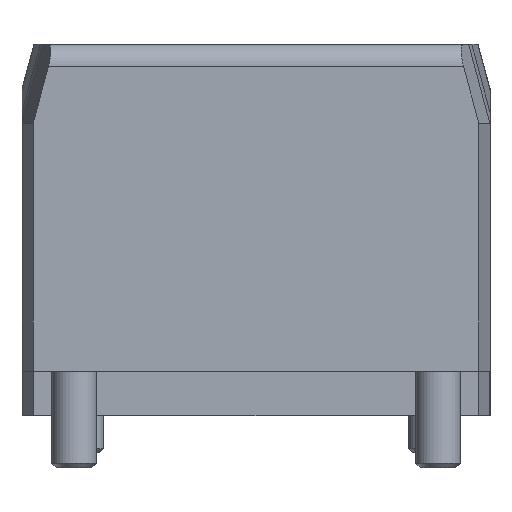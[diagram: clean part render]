
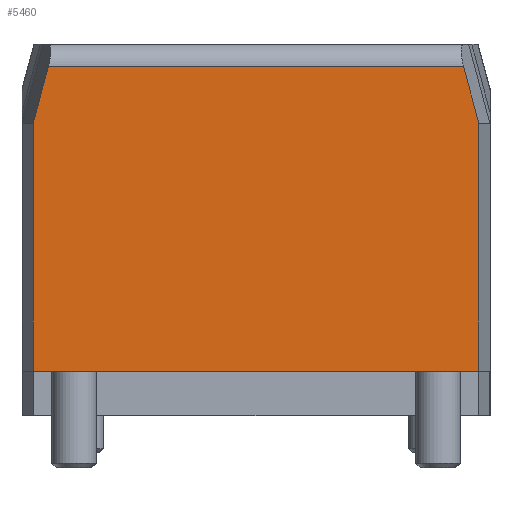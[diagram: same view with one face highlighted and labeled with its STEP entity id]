
A CAD part, front view. The second image highlights one B-rep face of the part: STEP entity #5460.
In plain terms, the highlighted planar face has unit normal (0, -1, 0).
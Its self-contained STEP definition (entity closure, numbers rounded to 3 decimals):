
#289=LINE('',#7822,#659);
#485=LINE('',#8821,#855);
#488=LINE('',#8827,#858);
#508=LINE('',#8920,#878);
#531=LINE('',#8981,#901);
#532=LINE('',#8983,#902);
#659=VECTOR('',#6284,10.);
#855=VECTOR('',#7118,10.);
#858=VECTOR('',#7123,10.);
#878=VECTOR('',#7177,10.);
#901=VECTOR('',#7230,10.);
#902=VECTOR('',#7233,10.);
#1250=FACE_OUTER_BOUND('',#1578,.T.);
#1578=EDGE_LOOP('',(#4343,#4344,#4345,#4346,#4347,#4348));
#1993=VERTEX_POINT('',#7820);
#1994=VERTEX_POINT('',#7821);
#2309=VERTEX_POINT('',#8817);
#2310=VERTEX_POINT('',#8819);
#2312=VERTEX_POINT('',#8825);
#2332=VERTEX_POINT('',#8919);
#2566=EDGE_CURVE('',#1993,#1994,#289,.T.);
#2991=EDGE_CURVE('',#2310,#2309,#485,.T.);
#2994=EDGE_CURVE('',#2310,#2312,#488,.T.);
#3025=EDGE_CURVE('',#2332,#2309,#508,.T.);
#3051=EDGE_CURVE('',#1993,#2332,#531,.T.);
#3052=EDGE_CURVE('',#1994,#2312,#532,.T.);
#4343=ORIENTED_EDGE('',*,*,#3051,.T.);
#4344=ORIENTED_EDGE('',*,*,#3025,.T.);
#4345=ORIENTED_EDGE('',*,*,#2991,.F.);
#4346=ORIENTED_EDGE('',*,*,#2994,.T.);
#4347=ORIENTED_EDGE('',*,*,#3052,.F.);
#4348=ORIENTED_EDGE('',*,*,#2566,.F.);
#4918=PLANE('',#5982);
#5460=ADVANCED_FACE('',(#1250),#4918,.T.);
#5982=AXIS2_PLACEMENT_3D('',#8982,#7231,#7232);
#6284=DIRECTION('',(-1.,0.,0.));
#7118=DIRECTION('',(1.,0.,0.));
#7123=DIRECTION('',(-0.259,0.,-0.966));
#7177=DIRECTION('',(-0.259,0.,0.966));
#7230=DIRECTION('',(0.,0.,1.));
#7231=DIRECTION('center_axis',(0.,-1.,0.));
#7232=DIRECTION('ref_axis',(1.,0.,0.));
#7233=DIRECTION('',(0.,0.,1.));
#7820=CARTESIAN_POINT('',(15.,-15.75,-2.5));
#7821=CARTESIAN_POINT('',(-15.,-15.75,-2.5));
#7822=CARTESIAN_POINT('',(15.,-15.75,-2.5));
#8817=CARTESIAN_POINT('',(13.974,-15.75,18.));
#8819=CARTESIAN_POINT('',(-13.974,-15.75,18.));
#8821=CARTESIAN_POINT('',(-7.5,-15.75,18.));
#8825=CARTESIAN_POINT('',(-15.,-15.75,14.173));
#8827=CARTESIAN_POINT('',(-17.932,-15.75,3.228));
#8919=CARTESIAN_POINT('',(15.,-15.75,14.173));
#8920=CARTESIAN_POINT('',(16.928,-15.75,6.978));
#8981=CARTESIAN_POINT('',(15.,-15.75,0.));
#8982=CARTESIAN_POINT('Origin',(-15.,-15.75,0.));
#8983=CARTESIAN_POINT('',(-15.,-15.75,0.));
